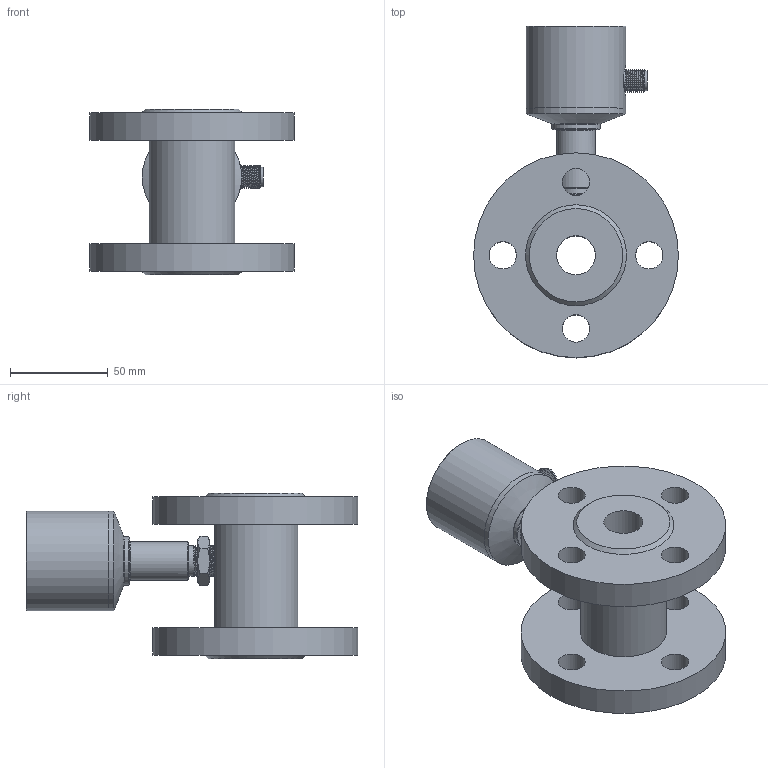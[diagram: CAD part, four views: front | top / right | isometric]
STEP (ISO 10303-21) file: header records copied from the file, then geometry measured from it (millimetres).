
FILE_DESCRIPTION(/* description */ (''),/* implementation_level */ '2;1');
FILE_NAME(/* name */ 'FM120-DN20-F FM120涡轮本体20口径法兰连接.stp',/* time_stamp */ '2023-04-04T10:40:35+08:00',/* author */ (''),/* organization */ (''),/* preprocessor_version */ 'ST-DEVELOPER v16',/* originating_system */ 'SIEMENS PLM Software NX 10.0',/* authorisation */ '');
FILE_SCHEMA (('CONFIG_CONTROL_DESIGN'));
Length unit declared in the file: millimetre
Products named in the file (1): 
Bounding box: 105 x 170 x 85 mm (x, y, z)
Volume: 380475.5 mm3; surface area: 85662.8 mm2
Topology: 7 solids, 8 shells, 624 faces, 1672 edges, 1101 vertices
Faces by surface type: plane 481, cylinder 71, bspline 32, cone 27, sphere 10, torus 3
Full cylindrical faces by diameter (mm): 1 x10, 3 x2, 5.2 x3, 8.4 x1, 9.7 x1, 9.8 x1, 10.1 x1, 11 x1, 11.6 x1, 12 x1, 14 x8, 15 x1, 15.9 x1, 16 x1, 16.5 x1, 19 x2, 20 x2, 25 x1, 47 x1, 47.5 x1, 48 x2, 51 x2, 105 x2
Entity records: 23999 total; most frequent: CARTESIAN_POINT 9177, ORIENTED_EDGE 3076, DIRECTION 2751, EDGE_CURVE 1538, LINE 1251, VECTOR 1251, VERTEX_POINT 1052, EDGE_LOOP 762
